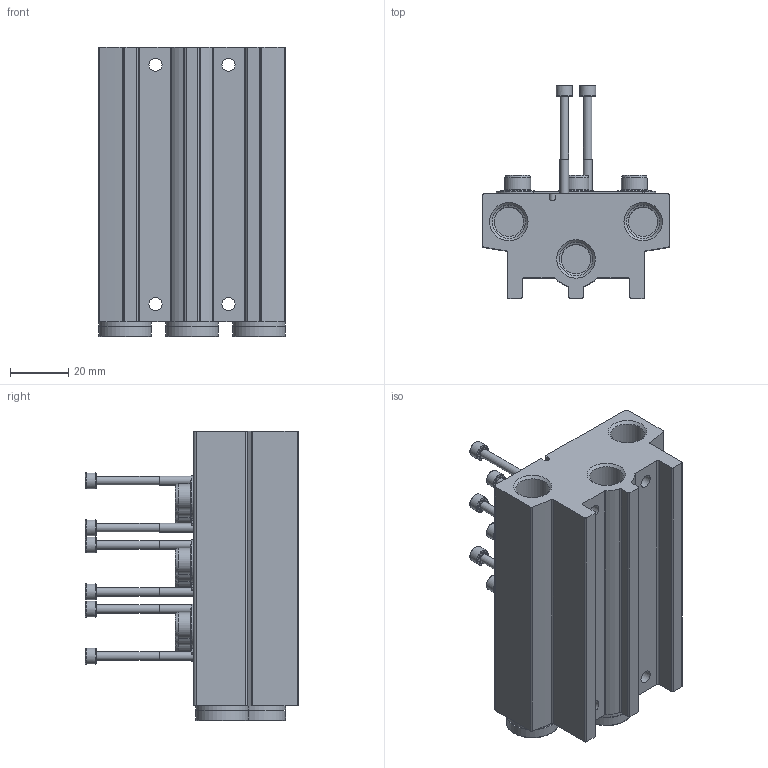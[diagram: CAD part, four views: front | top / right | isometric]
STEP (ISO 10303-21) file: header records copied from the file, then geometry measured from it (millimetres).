
FILE_DESCRIPTION(/* description */ ('STEP AP214'),/* implementation_level */ '2;1');
FILE_NAME(/* name */ '576418_VABM-B10-20S-G14-3',/* time_stamp */ '2024-09-15T21:25:18+02:00',/* author */ ('License CC BY-ND 4.0'),/* organization */ ('CADENAS'),/* preprocessor_version */ 'ST-DEVELOPER v19.3',/* originating_system */ 'PARTsolutions',/* authorisation */ ' ');
FILE_SCHEMA (('AUTOMOTIVE_DESIGN {1 0 10303 214 3 1 1}'));
Length unit declared in the file: millimetre
Products named in the file (5): 576418 VABM-B10-20S-G14-3; 576418 VABM-B10-20S-G14-3---(M); 1355283 VUVS-G18-3---(S); 2833702 F-M3x40-10.9; 3569 B-1/4---(Plug)
Assembly tree (13 placements, depth 2):
  576418 VABM-B10-20S-G14-3
    576418 VABM-B10-20S-G14-3---(M)
    1355283 VUVS-G18-3---(S)  x3
    2833702 F-M3x40-10.9  x6
    3569 B-1/4---(Plug)  x3
Bounding box: 64.2 x 73.1 x 99.2 mm (x, y, z)
Volume: 153232 mm3; surface area: 50668.1 mm2
Topology: 13 solids, 13 shells, 608 faces, 1467 edges, 937 vertices
Faces by surface type: plane 294, cylinder 177, cone 110, torus 27
Full cylindrical faces by diameter (mm): 2.459 x6, 2.92 x6, 3 x6, 3.242 x1, 3.5 x1, 4.5 x4, 5.5 x6, 6 x18, 8.9 x9, 10.1 x3, 10.8 x9, 11.445 x6, 13.157 x3, 16.2 x3, 18 x6
Entity records: 7873 total; most frequent: CARTESIAN_POINT 1468, DIRECTION 1355, ORIENTED_EDGE 1104, EDGE_CURVE 552, AXIS2_PLACEMENT_3D 535, FACE_BOUND 445, EDGE_LOOP 437, VERTEX_POINT 417
